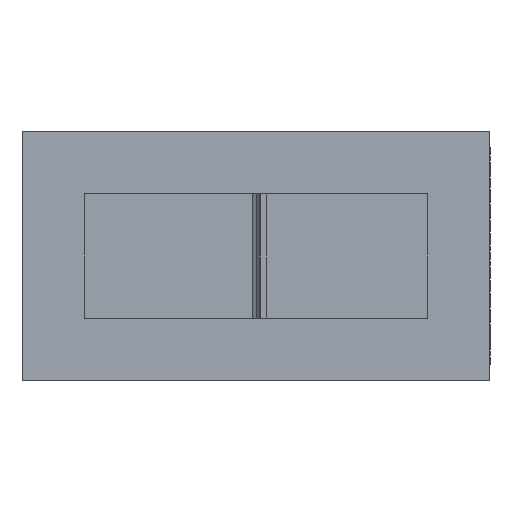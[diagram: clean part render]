
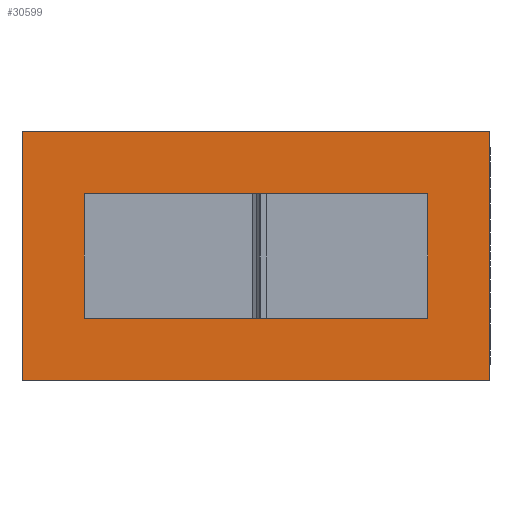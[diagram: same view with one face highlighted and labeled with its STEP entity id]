
A CAD part, front view. The second image highlights one B-rep face of the part: STEP entity #30599.
In plain terms, the highlighted planar face has unit normal (0, -1, 0).
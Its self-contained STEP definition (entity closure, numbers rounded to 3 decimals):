
#572 = EDGE_CURVE ( 'NONE', #23988, #16863, #42093, .T. ) ;
#686 = LINE ( 'NONE', #34769, #21999 ) ;
#1670 = EDGE_CURVE ( 'NONE', #16863, #49183, #16860, .T. ) ;
#2607 = DIRECTION ( 'NONE',  ( 0., 0., 1. ) ) ;
#3187 = DIRECTION ( 'NONE',  ( 0., 0., 1. ) ) ;
#3222 = DIRECTION ( 'NONE',  ( -1., 0., 0. ) ) ;
#3518 = EDGE_CURVE ( 'NONE', #29971, #31404, #45351, .T. ) ;
#4274 = VERTEX_POINT ( 'NONE', #17797 ) ;
#4479 = DIRECTION ( 'NONE',  ( 0., -1., 0. ) ) ;
#4519 = VERTEX_POINT ( 'NONE', #19900 ) ;
#4672 = VERTEX_POINT ( 'NONE', #13004 ) ;
#6201 = VECTOR ( 'NONE', #2607, 1000. ) ;
#9507 = EDGE_CURVE ( 'NONE', #49183, #4672, #34654, .T. ) ;
#13004 = CARTESIAN_POINT ( 'NONE',  ( 550., 0., 200. ) ) ;
#13136 = VECTOR ( 'NONE', #3187, 1000. ) ;
#13152 = CARTESIAN_POINT ( 'NONE',  ( -550., 0., 200. ) ) ;
#13937 = CARTESIAN_POINT ( 'NONE',  ( -750., 0., 400. ) ) ;
#14115 = DIRECTION ( 'NONE',  ( 1., 0., 0. ) ) ;
#14647 = VECTOR ( 'NONE', #38184, 1000. ) ;
#15124 = CARTESIAN_POINT ( 'NONE',  ( 550., 0., -200. ) ) ;
#15597 = EDGE_CURVE ( 'NONE', #4519, #4274, #686, .T. ) ;
#16860 = LINE ( 'NONE', #18545, #6201 ) ;
#16863 = VERTEX_POINT ( 'NONE', #48084 ) ;
#17348 = CARTESIAN_POINT ( 'NONE',  ( 550., 0., -200. ) ) ;
#17797 = CARTESIAN_POINT ( 'NONE',  ( 750., 0., -400. ) ) ;
#17856 = ORIENTED_EDGE ( 'NONE', *, *, #51071, .F. ) ;
#18545 = CARTESIAN_POINT ( 'NONE',  ( -550., 0., -200. ) ) ;
#19525 = ORIENTED_EDGE ( 'NONE', *, *, #572, .T. ) ;
#19900 = CARTESIAN_POINT ( 'NONE',  ( -750., 0., -400. ) ) ;
#20441 = CARTESIAN_POINT ( 'NONE',  ( -750., 0., -400. ) ) ;
#21560 = ORIENTED_EDGE ( 'NONE', *, *, #28970, .T. ) ;
#21999 = VECTOR ( 'NONE', #22780, 1000. ) ;
#22780 = DIRECTION ( 'NONE',  ( 1., 0., 0. ) ) ;
#23182 = CARTESIAN_POINT ( 'NONE',  ( 750., 0., -400. ) ) ;
#23263 = VECTOR ( 'NONE', #38395, 1000. ) ;
#23988 = VERTEX_POINT ( 'NONE', #17348 ) ;
#24096 = CARTESIAN_POINT ( 'NONE',  ( -750., 0., -400. ) ) ;
#24527 = EDGE_LOOP ( 'NONE', ( #28693, #17856, #25773, #25290 ) ) ;
#25290 = ORIENTED_EDGE ( 'NONE', *, *, #47891, .T. ) ;
#25773 = ORIENTED_EDGE ( 'NONE', *, *, #15597, .T. ) ;
#26945 = EDGE_LOOP ( 'NONE', ( #37776, #31742, #21560, #19525 ) ) ;
#27022 = CARTESIAN_POINT ( 'NONE',  ( 750., 0., 400. ) ) ;
#28240 = LINE ( 'NONE', #34406, #23263 ) ;
#28693 = ORIENTED_EDGE ( 'NONE', *, *, #3518, .F. ) ;
#28970 = EDGE_CURVE ( 'NONE', #4672, #23988, #28240, .T. ) ;
#29971 = VERTEX_POINT ( 'NONE', #30114 ) ;
#30114 = CARTESIAN_POINT ( 'NONE',  ( -750., 0., 400. ) ) ;
#30365 = CARTESIAN_POINT ( 'NONE',  ( -550., 0., 200. ) ) ;
#30599 = ADVANCED_FACE ( 'NONE', ( #39837, #51159 ), #38728, .T. ) ;
#31404 = VERTEX_POINT ( 'NONE', #27022 ) ;
#31742 = ORIENTED_EDGE ( 'NONE', *, *, #9507, .T. ) ;
#33972 = AXIS2_PLACEMENT_3D ( 'NONE', #20441, #4479, #40826 ) ;
#34406 = CARTESIAN_POINT ( 'NONE',  ( 550., 0., 200. ) ) ;
#34654 = LINE ( 'NONE', #30365, #14647 ) ;
#34722 = VECTOR ( 'NONE', #14115, 1000. ) ;
#34769 = CARTESIAN_POINT ( 'NONE',  ( -750., 0., -400. ) ) ;
#35913 = DIRECTION ( 'NONE',  ( 0., 0., 1. ) ) ;
#37776 = ORIENTED_EDGE ( 'NONE', *, *, #1670, .T. ) ;
#38184 = DIRECTION ( 'NONE',  ( 1., 0., 0. ) ) ;
#38395 = DIRECTION ( 'NONE',  ( 0., 0., -1. ) ) ;
#38728 = PLANE ( 'NONE',  #33972 ) ;
#39837 = FACE_BOUND ( 'NONE', #26945, .T. ) ;
#40826 = DIRECTION ( 'NONE',  ( 0., 0., -1. ) ) ;
#42093 = LINE ( 'NONE', #15124, #49636 ) ;
#43118 = LINE ( 'NONE', #24096, #51319 ) ;
#45351 = LINE ( 'NONE', #13937, #34722 ) ;
#46310 = LINE ( 'NONE', #23182, #13136 ) ;
#47891 = EDGE_CURVE ( 'NONE', #4274, #31404, #46310, .T. ) ;
#48084 = CARTESIAN_POINT ( 'NONE',  ( -550., 0., -200. ) ) ;
#49183 = VERTEX_POINT ( 'NONE', #13152 ) ;
#49636 = VECTOR ( 'NONE', #3222, 1000. ) ;
#51071 = EDGE_CURVE ( 'NONE', #4519, #29971, #43118, .T. ) ;
#51159 = FACE_OUTER_BOUND ( 'NONE', #24527, .T. ) ;
#51319 = VECTOR ( 'NONE', #35913, 1000. ) ;
